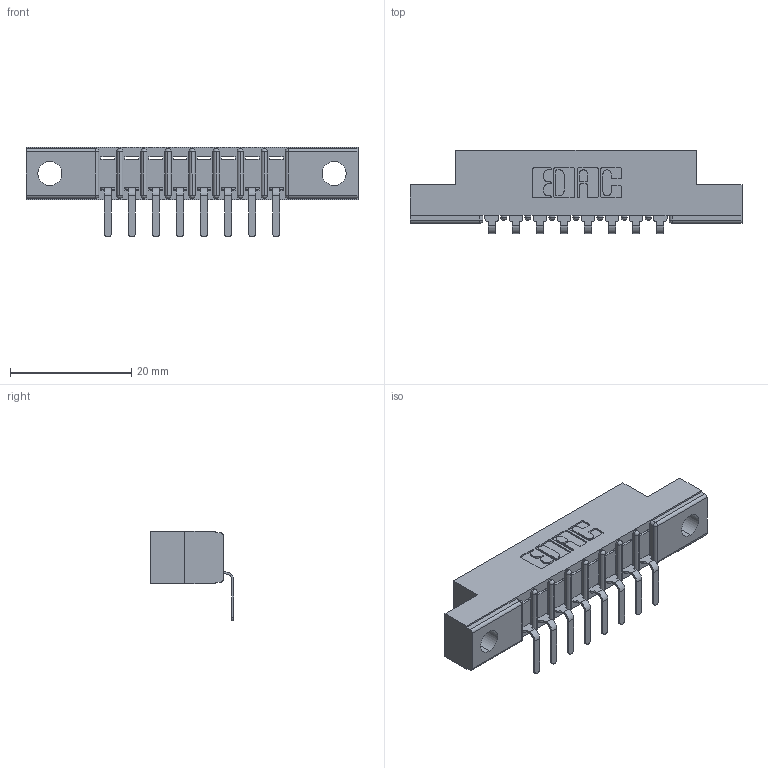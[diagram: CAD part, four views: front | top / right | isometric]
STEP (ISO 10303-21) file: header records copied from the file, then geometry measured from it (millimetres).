
FILE_DESCRIPTION (( 'STEP AP203' ), '1' );
FILE_NAME ('357-008-559-102.STEP', '2022-07-13T00:11:57', ( '' ), ( '' ), 'SwSTEP 2.0', 'SolidWorks 2020', '' );
FILE_SCHEMA (( 'CONFIG_CONTROL_DESIGN' ));
Length unit declared in the file: inch
Products named in the file (3): 357-008-559-102; 307 Part_.128 Dia Mounting Holes; 307-290-001_558 559 - 1 (Single)
Assembly tree (9 placements, depth 2):
  357-008-559-102
    307 Part_.128 Dia Mounting Holes
    307-290-001_558 559 - 1 (Single)  x8
Bounding box: 54.71 x 13.7 x 14.81 mm (x, y, z)
Volume: 3405.7 mm3; surface area: 4608 mm2
Topology: 9 solids, 9 shells, 607 faces, 1715 edges, 1106 vertices
Faces by surface type: plane 382, cylinder 207, sphere 18
Entity records: 11156 total; most frequent: CARTESIAN_POINT 1868, ORIENTED_EDGE 1854, DIRECTION 1837, EDGE_CURVE 927, VECTOR 695, LINE 695, VERTEX_POINT 602, AXIS2_PLACEMENT_3D 571
